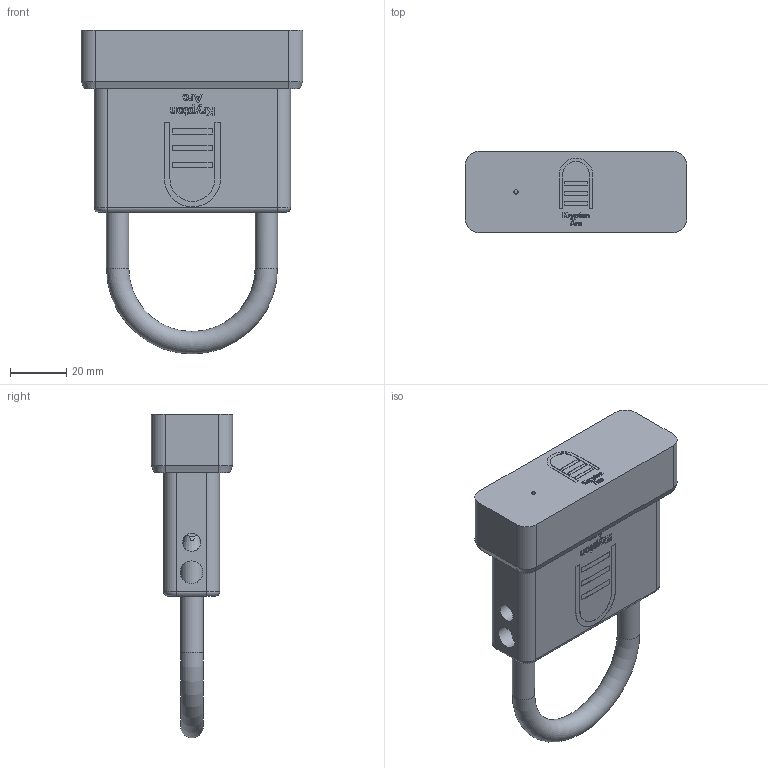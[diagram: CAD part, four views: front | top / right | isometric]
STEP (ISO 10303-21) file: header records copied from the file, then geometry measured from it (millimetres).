
FILE_DESCRIPTION(/* description */ (''),/* implementation_level */ '2;1');
FILE_NAME(/* name */ 'KA_SmartPadLock_ShortShackle v2.step',/* time_stamp */ '2023-08-16T18:14:11+10:00',/* author */ (''),/* organization */ (''),/* preprocessor_version */ 'ST-DEVELOPER v20',/* originating_system */ 'Autodesk Translation Framework v12.9.0.99',/* authorisation */ '');
FILE_SCHEMA (('AUTOMOTIVE_DESIGN { 1 0 10303 214 3 1 1 }'));
Length unit declared in the file: millimetre
Products named in the file (7): KA_SmartPadLock_ShortShackle; KA_Finger_Shared; KA_Drum_DrumLockV8; KA_Lid_ShackleShort; KA_MainBody; MainBody; KA_Shackle_Short
Assembly tree (7 placements, depth 3):
  KA_SmartPadLock_ShortShackle
    KA_Finger_Shared  x2
    KA_Drum_DrumLockV8
    KA_Lid_ShackleShort
    KA_MainBody
      MainBody
    KA_Shackle_Short
Bounding box: 79 x 29 x 115.5 mm (x, y, z)
Volume: 63845.4 mm3; surface area: 41247.5 mm2
Topology: 9 solids, 9 shells, 1044 faces, 2800 edges, 1831 vertices
Faces by surface type: plane 521, bspline 297, cylinder 166, cone 51, torus 9
Full cylindrical faces by diameter (mm): 1.5 x2, 2.5 x6, 3 x3, 3.5 x4, 3.6 x2, 6.1 x1, 6.5 x2, 7 x1, 8 x4, 8.1 x7, 8.2 x3, 10.8 x1
Entity records: 34220 total; most frequent: CARTESIAN_POINT 10045, ORIENTED_EDGE 5556, DIRECTION 3960, EDGE_CURVE 2778, VERTEX_POINT 1817, LINE 1706, VECTOR 1706, AXIS2_PLACEMENT_3D 1127
